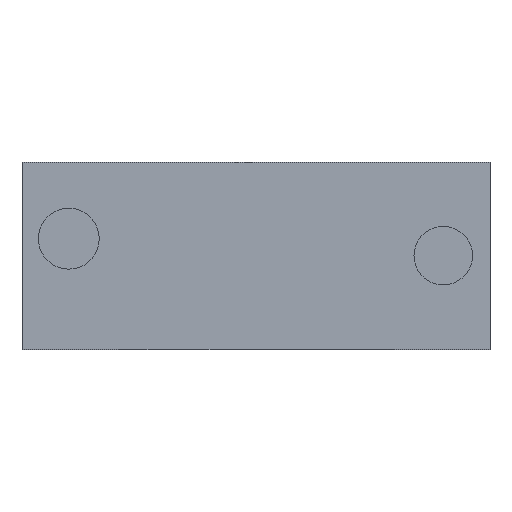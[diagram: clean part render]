
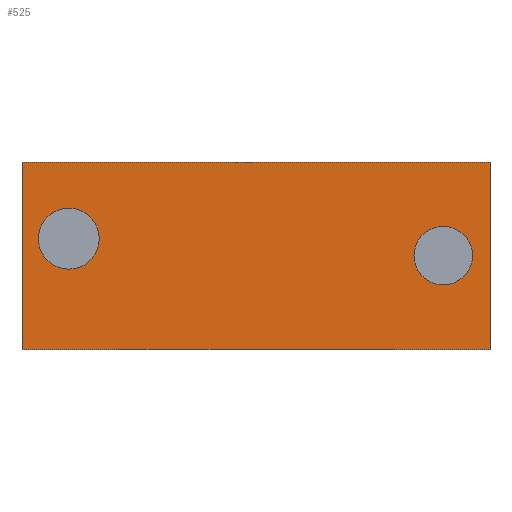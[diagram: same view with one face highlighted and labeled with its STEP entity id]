
A CAD part, top view. The second image highlights one B-rep face of the part: STEP entity #525.
In plain terms, the highlighted planar face has unit normal (0, 0, 1).
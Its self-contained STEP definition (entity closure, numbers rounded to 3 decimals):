
#29=FACE_BOUND('',#120,.T.);
#30=FACE_BOUND('',#121,.T.);
#44=PLANE('',#592);
#75=FACE_OUTER_BOUND('',#119,.T.);
#119=EDGE_LOOP('',(#451,#452,#453,#454));
#120=EDGE_LOOP('',(#455));
#121=EDGE_LOOP('',(#456));
#145=CIRCLE('',#585,4.128);
#147=CIRCLE('',#589,3.969);
#177=LINE('',#942,#219);
#178=LINE('',#944,#220);
#179=LINE('',#946,#221);
#180=LINE('',#947,#222);
#219=VECTOR('',#720,10.);
#220=VECTOR('',#721,10.);
#221=VECTOR('',#722,10.);
#222=VECTOR('',#723,10.);
#269=VERTEX_POINT('',#926);
#271=VERTEX_POINT('',#933);
#273=VERTEX_POINT('',#940);
#274=VERTEX_POINT('',#941);
#275=VERTEX_POINT('',#943);
#276=VERTEX_POINT('',#945);
#329=EDGE_CURVE('',#269,#269,#145,.T.);
#332=EDGE_CURVE('',#271,#271,#147,.T.);
#335=EDGE_CURVE('',#273,#274,#177,.T.);
#336=EDGE_CURVE('',#274,#275,#178,.T.);
#337=EDGE_CURVE('',#275,#276,#179,.T.);
#338=EDGE_CURVE('',#276,#273,#180,.T.);
#451=ORIENTED_EDGE('',*,*,#335,.T.);
#452=ORIENTED_EDGE('',*,*,#336,.T.);
#453=ORIENTED_EDGE('',*,*,#337,.T.);
#454=ORIENTED_EDGE('',*,*,#338,.T.);
#455=ORIENTED_EDGE('',*,*,#329,.T.);
#456=ORIENTED_EDGE('',*,*,#332,.T.);
#525=ADVANCED_FACE('',(#75,#29,#30),#44,.T.);
#585=AXIS2_PLACEMENT_3D('',#927,#702,#703);
#589=AXIS2_PLACEMENT_3D('',#934,#711,#712);
#592=AXIS2_PLACEMENT_3D('',#939,#718,#719);
#702=DIRECTION('center_axis',(0.,0.,-1.));
#703=DIRECTION('ref_axis',(-1.,0.,0.));
#711=DIRECTION('center_axis',(0.,0.,-1.));
#712=DIRECTION('ref_axis',(-1.,0.,0.));
#718=DIRECTION('center_axis',(0.,0.,1.));
#719=DIRECTION('ref_axis',(1.,0.,0.));
#720=DIRECTION('',(0.,-1.,0.));
#721=DIRECTION('',(1.,0.,0.));
#722=DIRECTION('',(0.,1.,0.));
#723=DIRECTION('',(-1.,0.,0.));
#926=CARTESIAN_POINT('',(10.478,15.,58.166));
#927=CARTESIAN_POINT('Origin',(6.35,15.,58.166));
#933=CARTESIAN_POINT('',(61.119,12.7,58.166));
#934=CARTESIAN_POINT('Origin',(57.15,12.7,58.166));
#939=CARTESIAN_POINT('Origin',(31.75,12.7,58.166));
#940=CARTESIAN_POINT('',(0.,25.4,58.166));
#941=CARTESIAN_POINT('',(0.,0.,58.166));
#942=CARTESIAN_POINT('',(0.,25.4,58.166));
#943=CARTESIAN_POINT('',(63.5,0.,58.166));
#944=CARTESIAN_POINT('',(0.,0.,58.166));
#945=CARTESIAN_POINT('',(63.5,25.4,58.166));
#946=CARTESIAN_POINT('',(63.5,0.,58.166));
#947=CARTESIAN_POINT('',(63.5,25.4,58.166));
